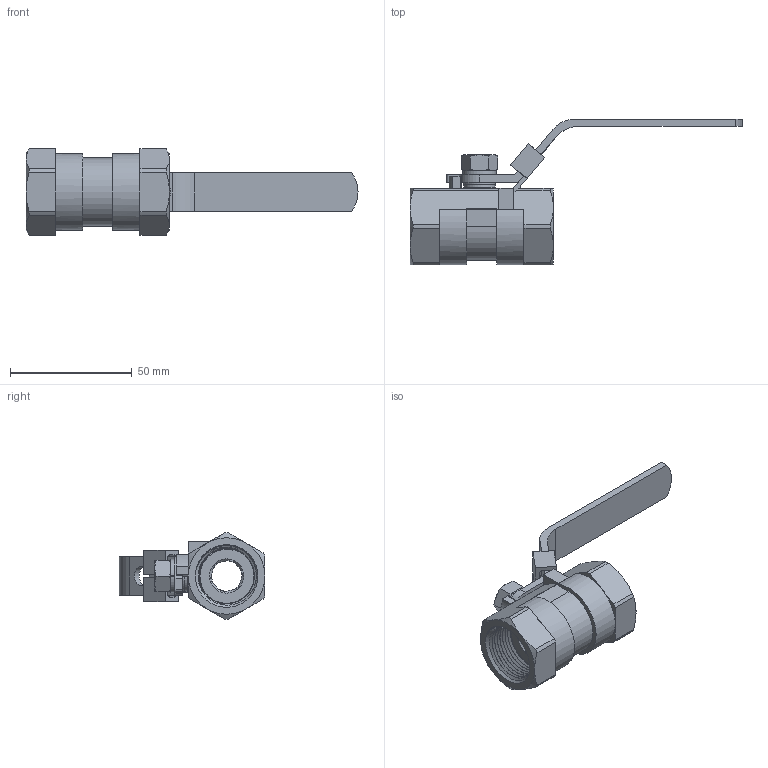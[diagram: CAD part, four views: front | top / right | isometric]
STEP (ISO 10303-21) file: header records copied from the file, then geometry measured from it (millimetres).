
FILE_DESCRIPTION(/* description */ ('Unknown'),/* implementation_level */ '2;1');
FILE_NAME(/* name */ 'R-590 DN20',/* time_stamp */ '2020-09-14T17:26:00+08:00',/* author */ ('Unknown'),/* organization */ ('Unknown'),/* preprocessor_version */ 'ST-DEVELOPER v16.7',/* originating_system */ 'DEX',/* authorisation */ $);
FILE_SCHEMA (('AUTOMOTIVE_DESIGN {1 0 10303 214 3 1 1}'));
Length unit declared in the file: millimetre
Products named in the file (2): R-590 DN20; DN20
Assembly tree (1 placements, depth 2):
  R-590 DN20
    DN20
Bounding box: 136.6 x 60 x 35.5 mm (x, y, z)
Volume: 38218.5 mm3; surface area: 24174.2 mm2
Topology: 10 solids, 10 shells, 270 faces, 815 edges, 568 vertices
Faces by surface type: plane 111, cylinder 71, cone 47, bspline 41
Full cylindrical faces by diameter (mm): 8 x2, 8.1 x2, 8.2 x1, 12.5 x2, 12.8 x2, 13 x1, 22.5 x1
Entity records: 21117 total; most frequent: CARTESIAN_POINT 14415, ORIENTED_EDGE 1602, DIRECTION 1124, EDGE_CURVE 801, VERTEX_POINT 568, AXIS2_PLACEMENT_3D 423, EDGE_LOOP 301, FACE_BOUND 301
